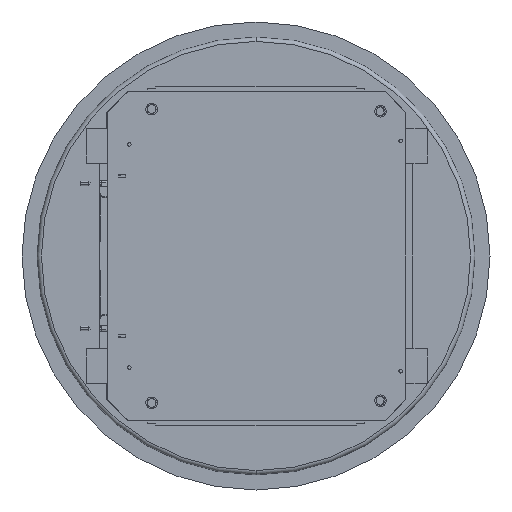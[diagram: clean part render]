
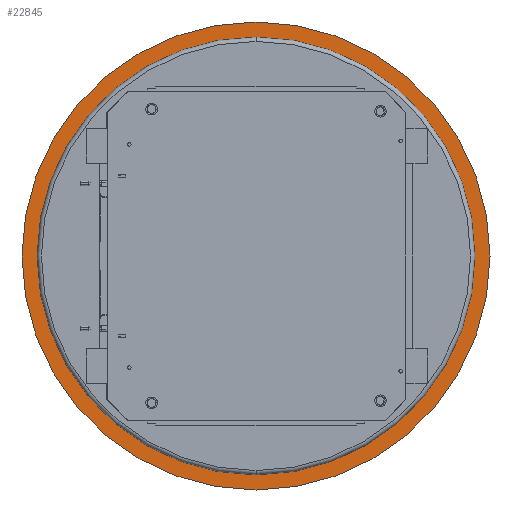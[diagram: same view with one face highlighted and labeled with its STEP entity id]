
A CAD part, front view. The second image highlights one B-rep face of the part: STEP entity #22845.
In plain terms, the highlighted planar face has unit normal (0, -1, 0).
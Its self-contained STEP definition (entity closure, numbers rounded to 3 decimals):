
#226 = CARTESIAN_POINT ( 'NONE',  ( -152., 27., 0. ) ) ;
#1403 = AXIS2_PLACEMENT_3D ( 'NONE', #21373, #10268, #23279 ) ;
#1963 = AXIS2_PLACEMENT_3D ( 'NONE', #16589, #14886, #11418 ) ;
#5492 = ORIENTED_EDGE ( 'NONE', *, *, #10683, .F. ) ;
#5719 = CARTESIAN_POINT ( 'NONE',  ( 0., 27., 0. ) ) ;
#5826 = DIRECTION ( 'NONE',  ( 0., -1., 0. ) ) ;
#6255 = VERTEX_POINT ( 'NONE', #19660 ) ;
#8103 = CIRCLE ( 'NONE', #1403, 162.5 ) ;
#8708 = EDGE_LOOP ( 'NONE', ( #9562, #18910 ) ) ;
#8860 = ORIENTED_EDGE ( 'NONE', *, *, #23540, .F. ) ;
#9426 = EDGE_LOOP ( 'NONE', ( #8860, #5492 ) ) ;
#9530 = DIRECTION ( 'NONE',  ( 0., -1., 0. ) ) ;
#9562 = ORIENTED_EDGE ( 'NONE', *, *, #12702, .T. ) ;
#9711 = PLANE ( 'NONE',  #17645 ) ;
#10268 = DIRECTION ( 'NONE',  ( 0., -1., 0. ) ) ;
#10683 = EDGE_CURVE ( 'NONE', #21598, #22391, #19917, .T. ) ;
#11359 = DIRECTION ( 'NONE',  ( 0., 0., -1. ) ) ;
#11418 = DIRECTION ( 'NONE',  ( 0., 0., -1. ) ) ;
#11538 = DIRECTION ( 'NONE',  ( 0., 0., 1. ) ) ;
#12221 = VERTEX_POINT ( 'NONE', #18425 ) ;
#12702 = EDGE_CURVE ( 'NONE', #12221, #6255, #16803, .T. ) ;
#14453 = CARTESIAN_POINT ( 'NONE',  ( 0., 27., 152. ) ) ;
#14886 = DIRECTION ( 'NONE',  ( 0., -1., 0. ) ) ;
#16589 = CARTESIAN_POINT ( 'NONE',  ( 0., 27., 0. ) ) ;
#16803 = CIRCLE ( 'NONE', #17024, 162.5 ) ;
#16938 = CARTESIAN_POINT ( 'NONE',  ( 0., 27., 0. ) ) ;
#17024 = AXIS2_PLACEMENT_3D ( 'NONE', #5719, #9530, #11359 ) ;
#17345 = CIRCLE ( 'NONE', #24192, 152. ) ;
#17645 = AXIS2_PLACEMENT_3D ( 'NONE', #226, #22705, #11538 ) ;
#18300 = FACE_OUTER_BOUND ( 'NONE', #8708, .T. ) ;
#18425 = CARTESIAN_POINT ( 'NONE',  ( 0., 27., -162.5 ) ) ;
#18856 = DIRECTION ( 'NONE',  ( 0., 0., -1. ) ) ;
#18910 = ORIENTED_EDGE ( 'NONE', *, *, #23031, .T. ) ;
#19660 = CARTESIAN_POINT ( 'NONE',  ( 0., 27., 162.5 ) ) ;
#19917 = CIRCLE ( 'NONE', #1963, 152. ) ;
#21327 = CARTESIAN_POINT ( 'NONE',  ( 0., 27., -152. ) ) ;
#21373 = CARTESIAN_POINT ( 'NONE',  ( 0., 27., 0. ) ) ;
#21598 = VERTEX_POINT ( 'NONE', #14453 ) ;
#22391 = VERTEX_POINT ( 'NONE', #21327 ) ;
#22688 = FACE_BOUND ( 'NONE', #9426, .T. ) ;
#22705 = DIRECTION ( 'NONE',  ( 0., 1., 0. ) ) ;
#22845 = ADVANCED_FACE ( 'NONE', ( #22688, #18300 ), #9711, .F. ) ;
#23031 = EDGE_CURVE ( 'NONE', #6255, #12221, #8103, .T. ) ;
#23279 = DIRECTION ( 'NONE',  ( 0., 0., -1. ) ) ;
#23540 = EDGE_CURVE ( 'NONE', #22391, #21598, #17345, .T. ) ;
#24192 = AXIS2_PLACEMENT_3D ( 'NONE', #16938, #5826, #18856 ) ;
